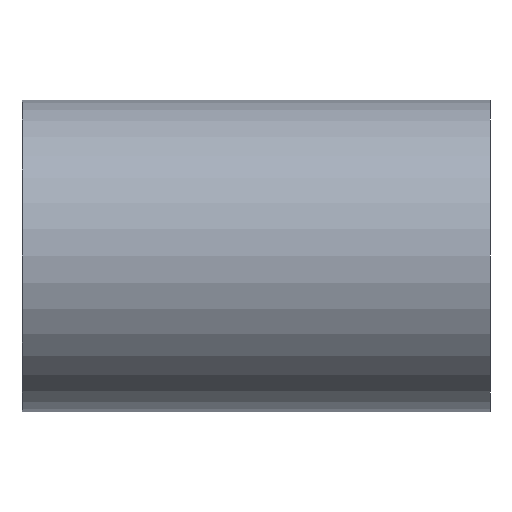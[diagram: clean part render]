
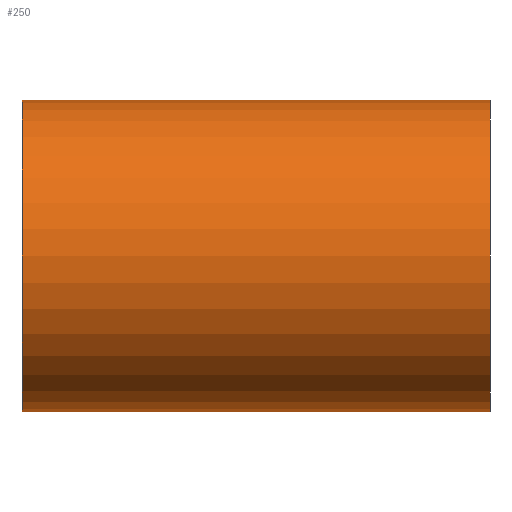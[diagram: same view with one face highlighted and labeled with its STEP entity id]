
A CAD part, left-side view. The second image highlights one B-rep face of the part: STEP entity #250.
In plain terms, the highlighted cylindrical face has radius 3.171 mm (diameter 6.342 mm), a partial arc.
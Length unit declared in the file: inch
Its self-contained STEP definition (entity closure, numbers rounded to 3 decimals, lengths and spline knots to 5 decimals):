
#1 = VERTEX_POINT ( 'NONE', #142 ) ;
#2 = CIRCLE ( 'NONE', #116, 0.12485 ) ;
#8 = CARTESIAN_POINT ( 'NONE',  ( 0., 0., -0.12485 ) ) ;
#11 = ORIENTED_EDGE ( 'NONE', *, *, #231, .T. ) ;
#55 = CARTESIAN_POINT ( 'NONE',  ( 0., 0., 0. ) ) ;
#59 = ORIENTED_EDGE ( 'NONE', *, *, #128, .F. ) ;
#65 = ORIENTED_EDGE ( 'NONE', *, *, #74, .F. ) ;
#70 = VERTEX_POINT ( 'NONE', #129 ) ;
#72 = DIRECTION ( 'NONE',  ( 0., 1., 0. ) ) ;
#74 = EDGE_CURVE ( 'NONE', #162, #70, #174, .T. ) ;
#76 = VECTOR ( 'NONE', #104, 39.37008 ) ;
#77 = VECTOR ( 'NONE', #180, 39.37008 ) ;
#83 = ORIENTED_EDGE ( 'NONE', *, *, #169, .T. ) ;
#84 = CIRCLE ( 'NONE', #161, 0.12485 ) ;
#102 = CARTESIAN_POINT ( 'NONE',  ( 0., 0.375, -0.12485 ) ) ;
#104 = DIRECTION ( 'NONE',  ( 0., -1., 0. ) ) ;
#105 = FACE_OUTER_BOUND ( 'NONE', #239, .T. ) ;
#116 = AXIS2_PLACEMENT_3D ( 'NONE', #55, #72, #151 ) ;
#124 = DIRECTION ( 'NONE',  ( 0., 1., 0. ) ) ;
#126 = CARTESIAN_POINT ( 'NONE',  ( 0., 0.375, 0.12485 ) ) ;
#127 = DIRECTION ( 'NONE',  ( 0., 0., 1. ) ) ;
#128 = EDGE_CURVE ( 'NONE', #1, #162, #84, .T. ) ;
#129 = CARTESIAN_POINT ( 'NONE',  ( 0., 0., 0.12485 ) ) ;
#142 = CARTESIAN_POINT ( 'NONE',  ( 0., 0.375, -0.12485 ) ) ;
#143 = DIRECTION ( 'NONE',  ( 0., -1., 0. ) ) ;
#144 = CYLINDRICAL_SURFACE ( 'NONE', #252, 0.12485 ) ;
#151 = DIRECTION ( 'NONE',  ( 0., 0., 1. ) ) ;
#161 = AXIS2_PLACEMENT_3D ( 'NONE', #197, #124, #127 ) ;
#162 = VERTEX_POINT ( 'NONE', #126 ) ;
#169 = EDGE_CURVE ( 'NONE', #1, #211, #179, .T. ) ;
#174 = LINE ( 'NONE', #182, #76 ) ;
#179 = LINE ( 'NONE', #102, #77 ) ;
#180 = DIRECTION ( 'NONE',  ( 0., -1., 0. ) ) ;
#182 = CARTESIAN_POINT ( 'NONE',  ( 0., 0.375, 0.12485 ) ) ;
#197 = CARTESIAN_POINT ( 'NONE',  ( 0., 0.375, 0. ) ) ;
#205 = DIRECTION ( 'NONE',  ( 0., 0., -1. ) ) ;
#211 = VERTEX_POINT ( 'NONE', #8 ) ;
#231 = EDGE_CURVE ( 'NONE', #211, #70, #2, .T. ) ;
#236 = CARTESIAN_POINT ( 'NONE',  ( 0., 0.375, 0. ) ) ;
#239 = EDGE_LOOP ( 'NONE', ( #65, #59, #83, #11 ) ) ;
#250 = ADVANCED_FACE ( 'NONE', ( #105 ), #144, .T. ) ;
#252 = AXIS2_PLACEMENT_3D ( 'NONE', #236, #143, #205 ) ;
